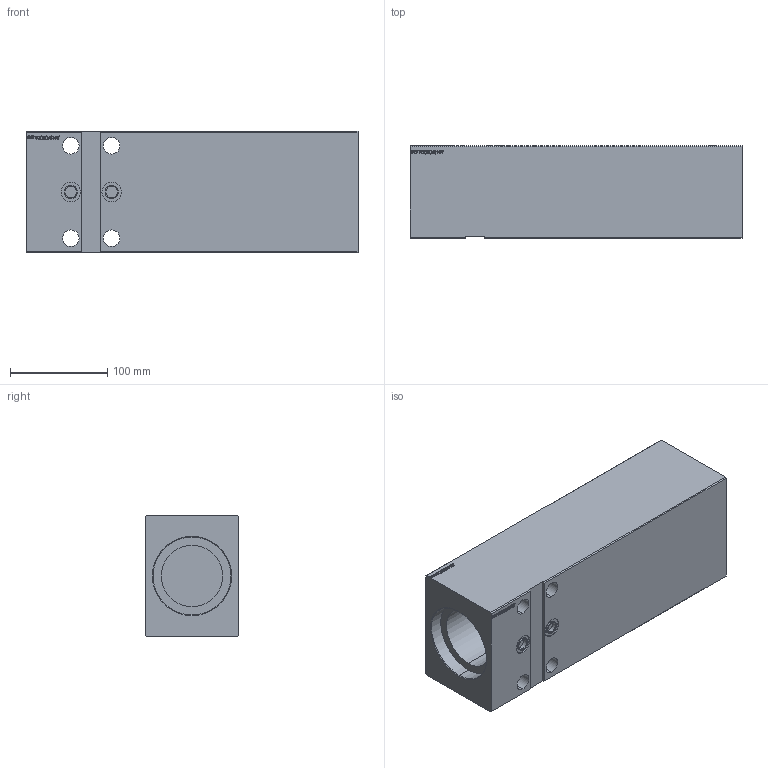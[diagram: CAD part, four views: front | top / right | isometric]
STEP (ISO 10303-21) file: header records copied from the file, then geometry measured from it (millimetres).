
FILE_DESCRIPTION (( 'STEP AP203' ), '1' );
FILE_NAME ('5d8e.STEP', '2024-02-11T09:42:33', ( '' ), ( '' ), 'SwSTEP 2.0', 'SolidWorks 2019', '' );
FILE_SCHEMA (( 'CONFIG_CONTROL_DESIGN' ));
Length unit declared in the file: millimetre
Products named in the file (1): 5d8e
Bounding box: 341 x 95 x 125 mm (x, y, z)
Volume: 2930670.5 mm3; surface area: 256782 mm2
Topology: 1 solids, 1 shells, 807 faces, 2092 edges, 1394 vertices
Faces by surface type: plane 395, bspline 380, cylinder 30, cone 2
Entity records: 42081 total; most frequent: CARTESIAN_POINT 24770, ORIENTED_EDGE 4184, DIRECTION 2250, EDGE_CURVE 2092, VERTEX_POINT 1394, LINE 1270, VECTOR 1270, EDGE_LOOP 922
